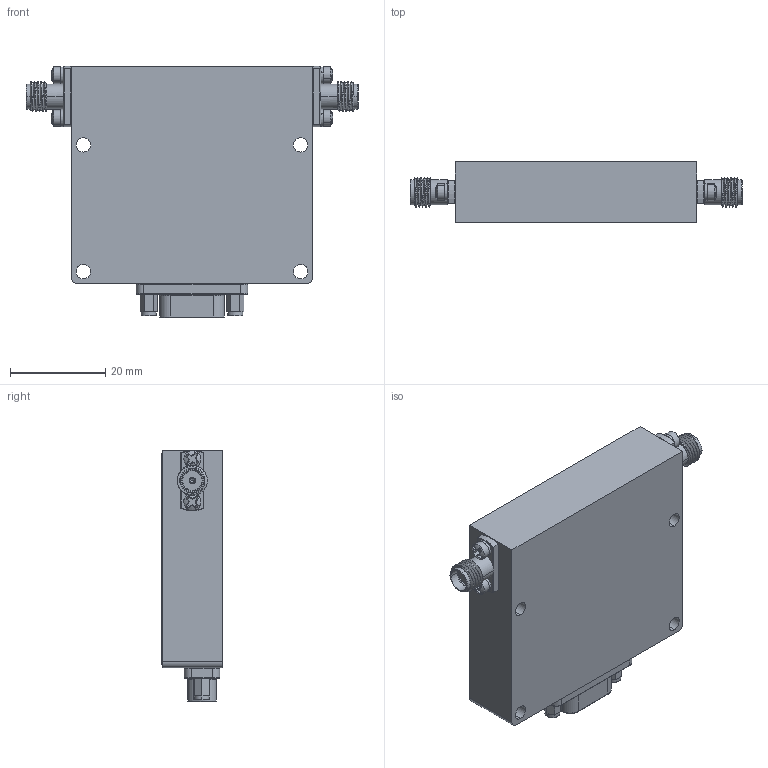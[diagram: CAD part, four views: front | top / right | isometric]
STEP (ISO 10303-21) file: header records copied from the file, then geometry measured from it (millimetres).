
FILE_DESCRIPTION (( 'STEP AP214' ), '1' );
FILE_NAME ('DTA-100M40G-30-CD-1-BCD.STEP', '2023-07-07T20:28:12', ( '' ), ( '' ), 'SwSTEP 2.0', 'SolidWorks 2022', '' );
FILE_SCHEMA (( 'AUTOMOTIVE_DESIGN' ));
Length unit declared in the file: inch
Products named in the file (1): DTA-100M40G-30-CD-1-BCD
Bounding box: 69.85 x 12.83 x 52.86 mm (x, y, z)
Volume: 30774 mm3; surface area: 14211.4 mm2
Topology: 17 solids, 17 shells, 1318 faces, 4512 edges, 3396 vertices
Faces by surface type: plane 481, cylinder 434, cone 225, bspline 86, torus 84, sphere 8
Entity records: 82545 total; most frequent: CARTESIAN_POINT 27033, ORIENTED_EDGE 8916, DIRECTION 6812, EDGE_CURVE 4458, VERTEX_POINT 3396, AXIS2_PLACEMENT_3D 2444, LINE 1924, VECTOR 1924
